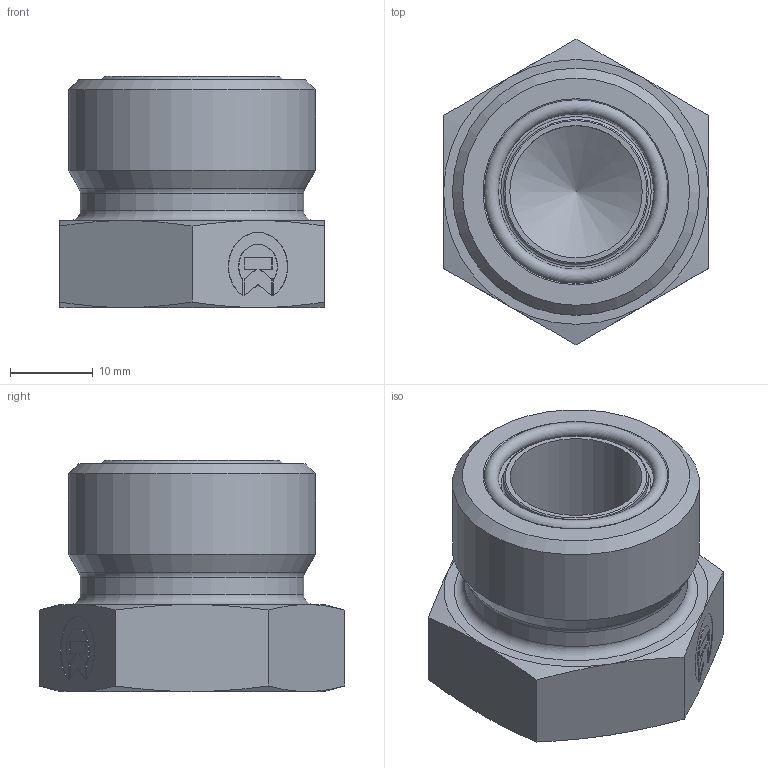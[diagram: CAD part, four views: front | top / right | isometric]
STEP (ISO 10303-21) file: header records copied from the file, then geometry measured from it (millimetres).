
FILE_DESCRIPTION((''),'2;1');
FILE_NAME('72501916.stp','2013-11-29T13:53:58',('Ji��'),(''),'Autodesk Inventor 2012','Autodesk Inventor 2012','');
FILE_SCHEMA(('AUTOMOTIVE_DESIGN { 1 0 10303 214 1 1 1 1 }'));
Length unit declared in the file: millimetre
Products named in the file (3): 72501916 (WWW); 725001916; 601877017890
Assembly tree (2 placements, depth 2):
  72501916 (WWW)
    725001916
    601877017890
Bounding box: 32 x 36.95 x 27.91 mm (x, y, z)
Volume: 17529 mm3; surface area: 5670.7 mm2
Topology: 2 solids, 2 shells, 72 faces, 168 edges, 105 vertices
Faces by surface type: plane 41, cone 15, cylinder 9, torus 7
Full cylindrical faces by diameter (mm): 16 x1, 17.47 x1, 22.17 x1, 27 x1, 29.85 x1
Entity records: 2004 total; most frequent: CARTESIAN_POINT 378, DIRECTION 320, ORIENTED_EDGE 302, EDGE_CURVE 151, AXIS2_PLACEMENT_3D 116, VERTEX_POINT 102, EDGE_LOOP 93, VECTOR 88
